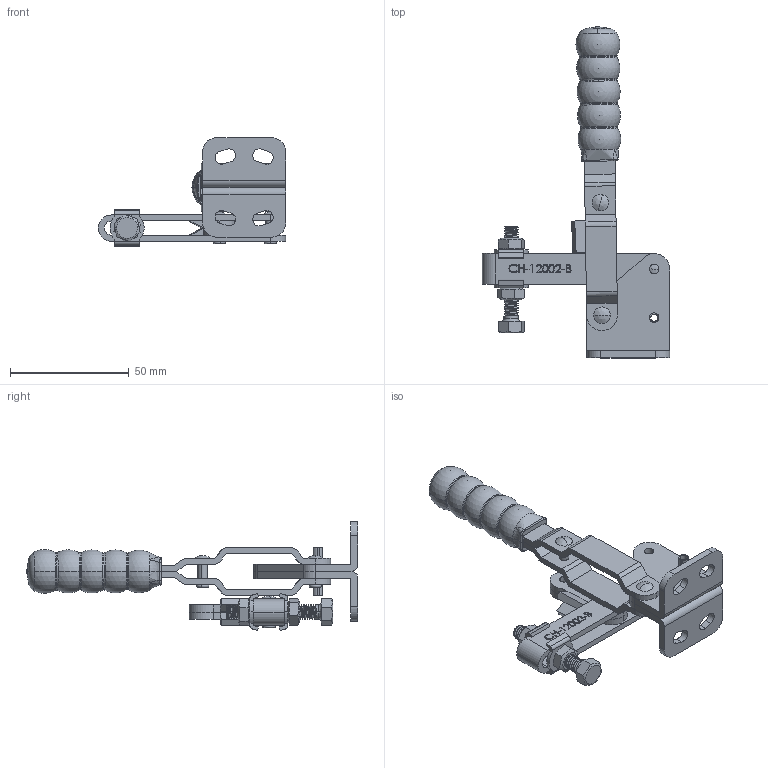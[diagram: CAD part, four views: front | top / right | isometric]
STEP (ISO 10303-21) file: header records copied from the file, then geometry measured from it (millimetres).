
FILE_DESCRIPTION (( 'STEP AP203' ), '1' );
FILE_NAME ('CH-12002-B.STEP', '2017-11-07T03:46:42', ( 'Windows' ), ( 'Microsoft' ), 'SwSTEP 2.0', 'SolidWorks 2015', '' );
FILE_SCHEMA (( 'CONFIG_CONTROL_DESIGN' ));
Length unit declared in the file: millimetre
Products named in the file (11): CH-12002-B-01 FLANGED BASE; CH-12002-B-02 U-BAR; CH-12130綵竄忒梟杶; CH-12002-B-04 CONNECTING-PLATE; CH-12002-B; CH-FW-140; M6 Nut; CH-12002-B-03 HANDLE; CH-SA-064010 SPINDLE SUPPLIED; CH-12002-B-05; CH-12002-B-06
Assembly tree (15 placements, depth 2):
  CH-12002-B
    CH-12002-B-02 U-BAR
    CH-12002-B-04 CONNECTING-PLATE
    CH-FW-140  x2
    M6 Nut  x2
    CH-12002-B-03 HANDLE
    CH-SA-064010 SPINDLE SUPPLIED
    CH-12002-B-05
    CH-12002-B-06  x4
    CH-12002-B-01 FLANGED BASE
    CH-12130綵竄忒梟杶
Bounding box: 79.01 x 139.99 x 45.86 mm (x, y, z)
Volume: 38345.8 mm3; surface area: 34416.4 mm2
Topology: 18 solids, 18 shells, 829 faces, 2279 edges, 1491 vertices
Faces by surface type: plane 300, cylinder 228, bspline 212, cone 45, torus 30, sphere 14
Entity records: 37199 total; most frequent: CARTESIAN_POINT 18669, ORIENTED_EDGE 4048, DIRECTION 2883, EDGE_CURVE 2024, VERTEX_POINT 1338, VECTOR 1029, LINE 1029, AXIS2_PLACEMENT_3D 927
